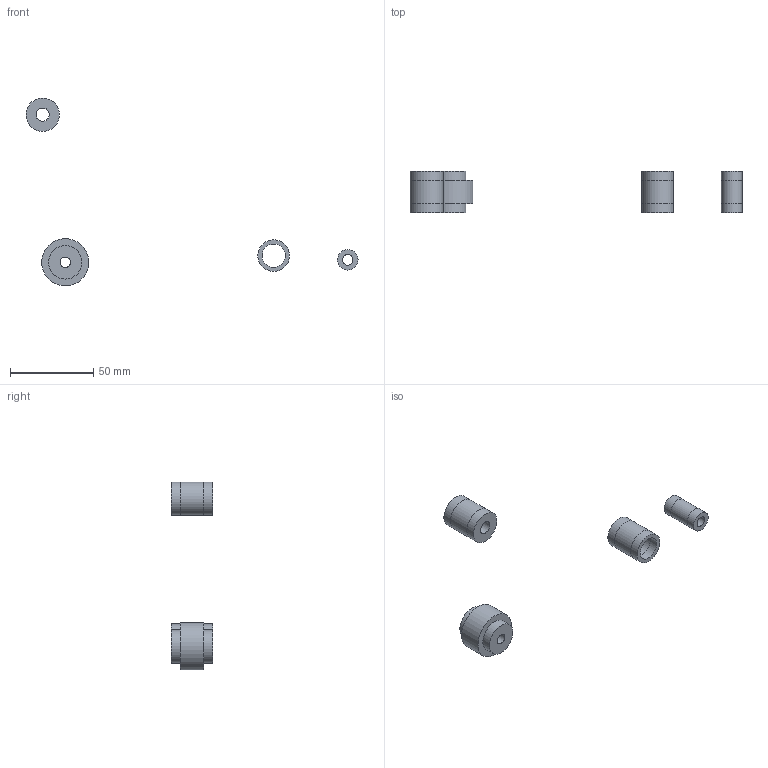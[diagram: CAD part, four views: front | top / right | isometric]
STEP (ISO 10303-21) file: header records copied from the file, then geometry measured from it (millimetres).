
FILE_DESCRIPTION(/* description */ (''),/* implementation_level */ '2;1');
FILE_NAME(/* name */ 'Rockers topology optimization.step',/* time_stamp */ '2024-11-05T20:40:02-06:00',/* author */ (''),/* organization */ (''),/* preprocessor_version */ 'ST-DEVELOPER v20',/* originating_system */ 'Autodesk Translation Framework v13.20.0.188',/* authorisation */ '');
FILE_SCHEMA (('AUTOMOTIVE_DESIGN { 1 0 10303 214 3 1 1 }'));
Length unit declared in the file: millimetre
Products named in the file (1): Rockers geometry
Bounding box: 199.14 x 25 x 112.74 mm (x, y, z)
Volume: 23532.1 mm3; surface area: 13914.4 mm2
Topology: 12 solids, 12 shells, 48 faces, 72 edges, 48 vertices
Faces by surface type: plane 24, cylinder 24
Full cylindrical faces by diameter (mm): 6.35 x6, 8 x3, 12.35 x3, 14 x3, 19 x3, 20 x5, 28.35 x1
Entity records: 1150 total; most frequent: DIRECTION 218, CARTESIAN_POINT 169, ORIENTED_EDGE 144, AXIS2_PLACEMENT_3D 97, EDGE_LOOP 72, EDGE_CURVE 72, FACE_OUTER_BOUND 48, CIRCLE 48
